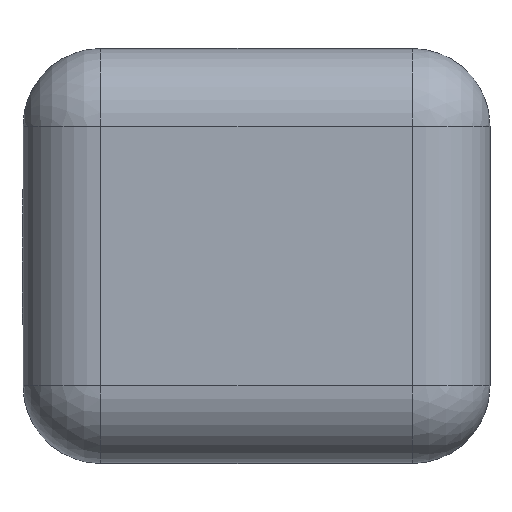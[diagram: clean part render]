
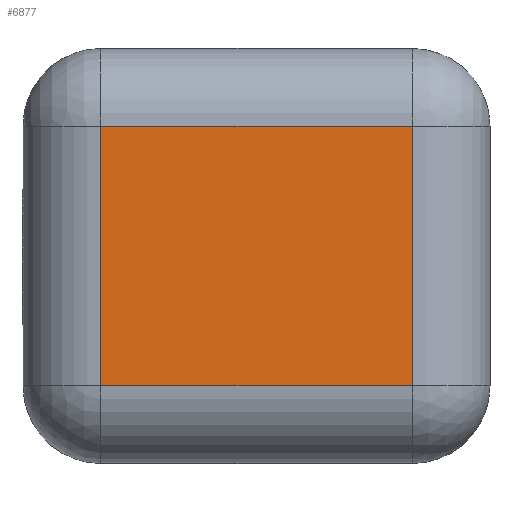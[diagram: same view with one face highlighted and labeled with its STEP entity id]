
A CAD part, left-side view. The second image highlights one B-rep face of the part: STEP entity #6877.
In plain terms, the highlighted planar face has unit normal (-1, 0, 0).
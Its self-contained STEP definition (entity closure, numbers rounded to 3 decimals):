
#119 = VERTEX_POINT ( 'NONE', #5458 ) ;
#148 = CARTESIAN_POINT ( 'NONE',  ( -0.8, 0.75, 0.25 ) ) ;
#404 = LINE ( 'NONE', #5991, #1718 ) ;
#522 = FACE_OUTER_BOUND ( 'NONE', #2787, .T. ) ;
#612 = ORIENTED_EDGE ( 'NONE', *, *, #3890, .T. ) ;
#687 = PLANE ( 'NONE',  #3788 ) ;
#846 = EDGE_CURVE ( 'NONE', #2280, #2348, #404, .T. ) ;
#897 = CARTESIAN_POINT ( 'NONE',  ( -0.8, 0.9, 0.25 ) ) ;
#981 = VECTOR ( 'NONE', #6673, 1000. ) ;
#1068 = VECTOR ( 'NONE', #4548, 1000. ) ;
#1232 = LINE ( 'NONE', #897, #6908 ) ;
#1475 = ORIENTED_EDGE ( 'NONE', *, *, #5657, .T. ) ;
#1718 = VECTOR ( 'NONE', #5485, 1000. ) ;
#2174 = CARTESIAN_POINT ( 'NONE',  ( -0.8, 0.15, -0.4 ) ) ;
#2193 = LINE ( 'NONE', #2174, #981 ) ;
#2209 = CARTESIAN_POINT ( 'NONE',  ( -0.8, 0.75, -0.4 ) ) ;
#2280 = VERTEX_POINT ( 'NONE', #5574 ) ;
#2348 = VERTEX_POINT ( 'NONE', #2793 ) ;
#2603 = ORIENTED_EDGE ( 'NONE', *, *, #6347, .T. ) ;
#2608 = DIRECTION ( 'NONE',  ( 0., 1., 0. ) ) ;
#2787 = EDGE_LOOP ( 'NONE', ( #2603, #4429, #612, #1475 ) ) ;
#2793 = CARTESIAN_POINT ( 'NONE',  ( -0.8, 0.15, -0.25 ) ) ;
#2831 = CARTESIAN_POINT ( 'NONE',  ( -0.8, 0.9, -0.4 ) ) ;
#3450 = LINE ( 'NONE', #2209, #1068 ) ;
#3788 = AXIS2_PLACEMENT_3D ( 'NONE', #2831, #4477, #6772 ) ;
#3890 = EDGE_CURVE ( 'NONE', #2348, #119, #2193, .T. ) ;
#4429 = ORIENTED_EDGE ( 'NONE', *, *, #846, .T. ) ;
#4477 = DIRECTION ( 'NONE',  ( 1., 0., 0. ) ) ;
#4548 = DIRECTION ( 'NONE',  ( 0., 0., -1. ) ) ;
#5021 = VERTEX_POINT ( 'NONE', #148 ) ;
#5458 = CARTESIAN_POINT ( 'NONE',  ( -0.8, 0.15, 0.25 ) ) ;
#5485 = DIRECTION ( 'NONE',  ( 0., -1., 0. ) ) ;
#5574 = CARTESIAN_POINT ( 'NONE',  ( -0.8, 0.75, -0.25 ) ) ;
#5657 = EDGE_CURVE ( 'NONE', #119, #5021, #1232, .T. ) ;
#5991 = CARTESIAN_POINT ( 'NONE',  ( -0.8, 0.9, -0.25 ) ) ;
#6347 = EDGE_CURVE ( 'NONE', #5021, #2280, #3450, .T. ) ;
#6673 = DIRECTION ( 'NONE',  ( 0., 0., 1. ) ) ;
#6772 = DIRECTION ( 'NONE',  ( 0., 0., -1. ) ) ;
#6877 = ADVANCED_FACE ( 'NONE', ( #522 ), #687, .F. ) ;
#6908 = VECTOR ( 'NONE', #2608, 1000. ) ;
